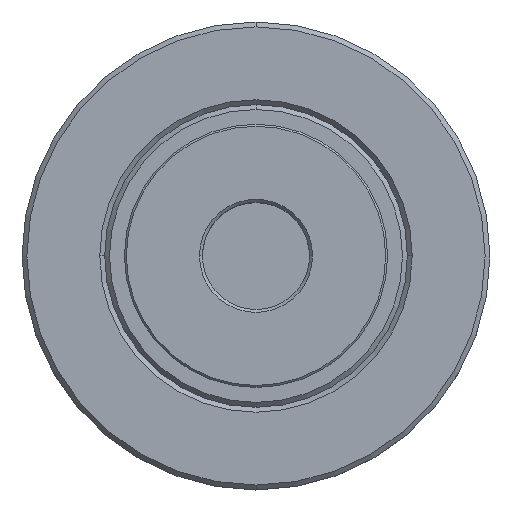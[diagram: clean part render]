
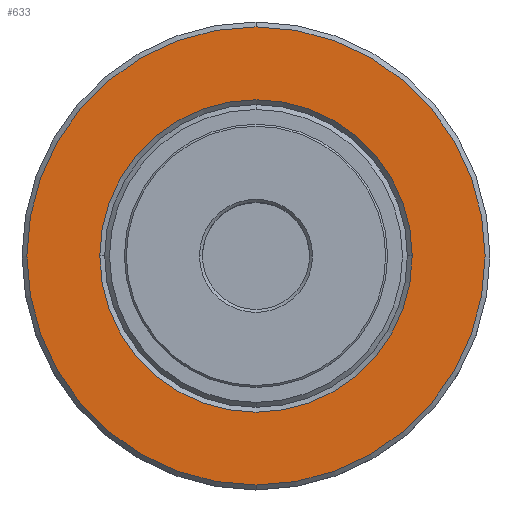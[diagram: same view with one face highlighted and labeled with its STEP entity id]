
A CAD part, top view. The second image highlights one B-rep face of the part: STEP entity #633.
In plain terms, the highlighted planar face has unit normal (0, 0, 1).
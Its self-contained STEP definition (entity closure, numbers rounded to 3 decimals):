
#6 = DIRECTION ( 'NONE',  ( 1., 0., 0. ) ) ;
#178 = ORIENTED_EDGE ( 'NONE', *, *, #1020, .T. ) ;
#190 = EDGE_CURVE ( 'NONE', #1920, #1792, #739, .T. ) ;
#220 = DIRECTION ( 'NONE',  ( 0., 0., 1. ) ) ;
#285 = CARTESIAN_POINT ( 'NONE',  ( 0., 0., 12.438 ) ) ;
#302 = ORIENTED_EDGE ( 'NONE', *, *, #1268, .T. ) ;
#307 = CARTESIAN_POINT ( 'NONE',  ( 16.025, 0., 12.438 ) ) ;
#324 = CARTESIAN_POINT ( 'NONE',  ( -23.782, -23.782, 12.438 ) ) ;
#355 = VERTEX_POINT ( 'NONE', #1953 ) ;
#430 = DIRECTION ( 'NONE',  ( 1., 0., 0. ) ) ;
#462 = AXIS2_PLACEMENT_3D ( 'NONE', #1127, #220, #1278 ) ;
#475 = DIRECTION ( 'NONE',  ( 1., 0., 0. ) ) ;
#510 = CIRCLE ( 'NONE', #982, 23.5 ) ;
#524 = VERTEX_POINT ( 'NONE', #1251 ) ;
#579 = AXIS2_PLACEMENT_3D ( 'NONE', #324, #1392, #475 ) ;
#633 = ADVANCED_FACE ( 'NONE', ( #880, #779 ), #1653, .T. ) ;
#684 = DIRECTION ( 'NONE',  ( 0., 0., 1. ) ) ;
#708 = AXIS2_PLACEMENT_3D ( 'NONE', #285, #1349, #430 ) ;
#739 = CIRCLE ( 'NONE', #1373, 16.025 ) ;
#779 = FACE_OUTER_BOUND ( 'NONE', #1117, .T. ) ;
#880 = FACE_BOUND ( 'NONE', #1910, .T. ) ;
#930 = DIRECTION ( 'NONE',  ( 0., 0., -1. ) ) ;
#947 = CIRCLE ( 'NONE', #708, 16.025 ) ;
#970 = CIRCLE ( 'NONE', #462, 23.5 ) ;
#982 = AXIS2_PLACEMENT_3D ( 'NONE', #1602, #684, #1766 ) ;
#1020 = EDGE_CURVE ( 'NONE', #1792, #1920, #947, .T. ) ;
#1022 = ORIENTED_EDGE ( 'NONE', *, *, #190, .T. ) ;
#1117 = EDGE_LOOP ( 'NONE', ( #302, #1960 ) ) ;
#1127 = CARTESIAN_POINT ( 'NONE',  ( 0., 0., 12.438 ) ) ;
#1251 = CARTESIAN_POINT ( 'NONE',  ( 0., -23.5, 12.438 ) ) ;
#1268 = EDGE_CURVE ( 'NONE', #355, #524, #970, .T. ) ;
#1278 = DIRECTION ( 'NONE',  ( 0., 1., 0. ) ) ;
#1302 = EDGE_CURVE ( 'NONE', #524, #355, #510, .T. ) ;
#1349 = DIRECTION ( 'NONE',  ( 0., 0., -1. ) ) ;
#1373 = AXIS2_PLACEMENT_3D ( 'NONE', #1847, #930, #6 ) ;
#1392 = DIRECTION ( 'NONE',  ( 0., 0., 1. ) ) ;
#1602 = CARTESIAN_POINT ( 'NONE',  ( 0., 0., 12.438 ) ) ;
#1653 = PLANE ( 'NONE',  #579 ) ;
#1766 = DIRECTION ( 'NONE',  ( 0., 1., 0. ) ) ;
#1792 = VERTEX_POINT ( 'NONE', #307 ) ;
#1807 = CARTESIAN_POINT ( 'NONE',  ( -16.025, 0., 12.438 ) ) ;
#1847 = CARTESIAN_POINT ( 'NONE',  ( 0., 0., 12.438 ) ) ;
#1910 = EDGE_LOOP ( 'NONE', ( #178, #1022 ) ) ;
#1920 = VERTEX_POINT ( 'NONE', #1807 ) ;
#1953 = CARTESIAN_POINT ( 'NONE',  ( 0., 23.5, 12.438 ) ) ;
#1960 = ORIENTED_EDGE ( 'NONE', *, *, #1302, .T. ) ;
